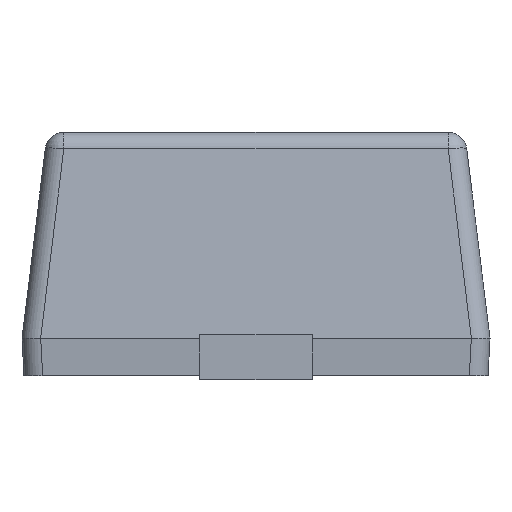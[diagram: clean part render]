
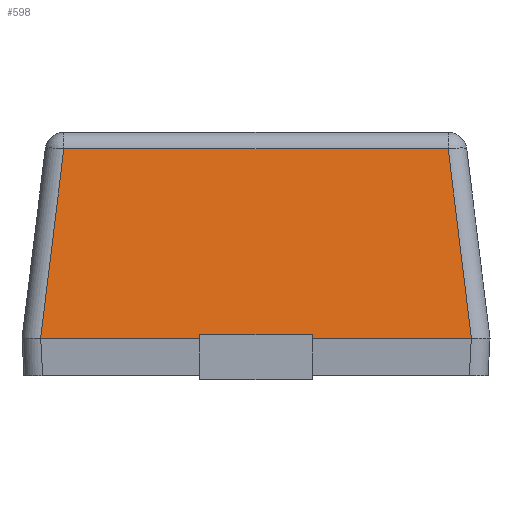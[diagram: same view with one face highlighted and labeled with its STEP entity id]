
A CAD part, front view. The second image highlights one B-rep face of the part: STEP entity #598.
In plain terms, the highlighted planar face has unit normal (0, -0.993, 0.122).
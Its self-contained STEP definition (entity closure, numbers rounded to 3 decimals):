
#78=ORIENTED_EDGE('',*,*,#246,.F.);
#79=ORIENTED_EDGE('',*,*,#247,.T.);
#80=ORIENTED_EDGE('',*,*,#248,.T.);
#81=ORIENTED_EDGE('',*,*,#249,.T.);
#82=ORIENTED_EDGE('',*,*,#250,.F.);
#83=ORIENTED_EDGE('',*,*,#251,.F.);
#246=EDGE_CURVE('',#330,#331,#378,.T.);
#247=EDGE_CURVE('',#330,#332,#379,.T.);
#248=EDGE_CURVE('',#332,#333,#380,.F.);
#249=EDGE_CURVE('',#333,#334,#381,.T.);
#250=EDGE_CURVE('',#335,#334,#382,.T.);
#251=EDGE_CURVE('',#331,#335,#383,.T.);
#330=VERTEX_POINT('',#1016);
#331=VERTEX_POINT('',#1017);
#332=VERTEX_POINT('',#1019);
#333=VERTEX_POINT('',#1021);
#334=VERTEX_POINT('',#1023);
#335=VERTEX_POINT('',#1025);
#378=LINE('',#1015,#442);
#379=LINE('',#1018,#443);
#380=LINE('',#1020,#444);
#381=LINE('',#1022,#445);
#382=LINE('',#1024,#446);
#383=LINE('',#1026,#447);
#442=VECTOR('',#825,1000.);
#443=VECTOR('',#826,1000.);
#444=VECTOR('',#827,1000.);
#445=VECTOR('',#828,1000.);
#446=VECTOR('',#829,1000.);
#447=VECTOR('',#830,1000.);
#500=EDGE_LOOP('',(#78,#79,#80,#81,#82,#83));
#538=FACE_BOUND('',#500,.T.);
#576=PLANE('',#747);
#598=ADVANCED_FACE('',(#538),#576,.T.);
#747=AXIS2_PLACEMENT_3D('',#1014,#823,#824);
#823=DIRECTION('',(0.,-0.993,0.122));
#824=DIRECTION('',(-1.,0.,0.));
#825=DIRECTION('',(-1.,0.,0.));
#826=DIRECTION('',(-0.121,0.121,0.985));
#827=DIRECTION('',(1.,0.,0.));
#828=DIRECTION('',(-0.121,-0.121,-0.985));
#829=DIRECTION('',(-1.,0.,0.));
#830=DIRECTION('',(-1.,0.,0.));
#1014=CARTESIAN_POINT('',(0.,-0.782,0.65));
#1015=CARTESIAN_POINT('',(-0.625,-0.85,0.1));
#1016=CARTESIAN_POINT('',(0.575,-0.85,0.1));
#1017=CARTESIAN_POINT('',(0.575,-0.85,0.1));
#1018=CARTESIAN_POINT('',(0.5,-0.775,0.711));
#1019=CARTESIAN_POINT('',(0.513,-0.788,0.606));
#1020=CARTESIAN_POINT('',(0.,-0.788,0.606));
#1021=CARTESIAN_POINT('',(-0.513,-0.788,0.606));
#1022=CARTESIAN_POINT('',(-0.5,-0.775,0.711));
#1023=CARTESIAN_POINT('',(-0.575,-0.85,0.1));
#1024=CARTESIAN_POINT('',(-0.625,-0.85,0.1));
#1025=CARTESIAN_POINT('',(-0.575,-0.85,0.1));
#1026=CARTESIAN_POINT('',(-0.625,-0.85,0.1));
